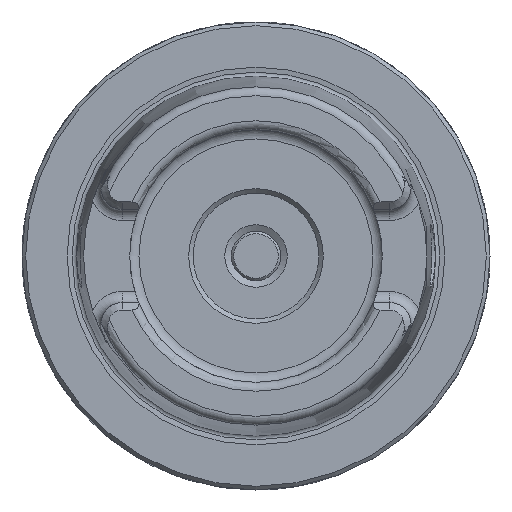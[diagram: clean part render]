
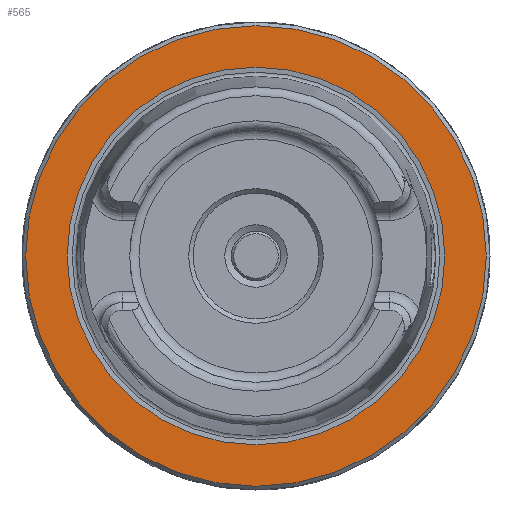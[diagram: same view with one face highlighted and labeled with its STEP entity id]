
A CAD part, left-side view. The second image highlights one B-rep face of the part: STEP entity #565.
In plain terms, the highlighted planar face has unit normal (-1, 0, 0).
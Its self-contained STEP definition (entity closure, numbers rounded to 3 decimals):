
#565 = ADVANCED_FACE( '', ( #1275, #1276 ), #1277, .T. );
#1275 = FACE_OUTER_BOUND( '', #2174, .T. );
#1276 = FACE_BOUND( '', #2175, .T. );
#1277 = PLANE( '', #2176 );
#2174 = EDGE_LOOP( '', ( #3737 ) );
#2175 = EDGE_LOOP( '', ( #3738 ) );
#2176 = AXIS2_PLACEMENT_3D( '', #3739, #3740, #3741 );
#3737 = ORIENTED_EDGE( '', *, *, #5248, .T. );
#3738 = ORIENTED_EDGE( '', *, *, #5417, .F. );
#3739 = CARTESIAN_POINT( '', ( 0., 0., 31. ) );
#3740 = DIRECTION( '', ( -1., 0., 0. ) );
#3741 = DIRECTION( '', ( 0., 0., 1. ) );
#5248 = EDGE_CURVE( '', #6369, #6369, #6370, .T. );
#5417 = EDGE_CURVE( '', #6607, #6607, #6608, .T. );
#6369 = VERTEX_POINT( '', #8603 );
#6370 = CIRCLE( '', #8604, 31. );
#6607 = VERTEX_POINT( '', #9120 );
#6608 = CIRCLE( '', #9121, 25.418 );
#8603 = CARTESIAN_POINT( '', ( 0., 0., 31. ) );
#8604 = AXIS2_PLACEMENT_3D( '', #10366, #10367, #10368 );
#9120 = CARTESIAN_POINT( '', ( 0., 0., 25.418 ) );
#9121 = AXIS2_PLACEMENT_3D( '', #10512, #10513, #10514 );
#10366 = CARTESIAN_POINT( '', ( 0., 0., 0. ) );
#10367 = DIRECTION( '', ( -1., 0., 0. ) );
#10368 = DIRECTION( '', ( 0., 0., 1. ) );
#10512 = CARTESIAN_POINT( '', ( 0., 0., 0. ) );
#10513 = DIRECTION( '', ( -1., 0., 0. ) );
#10514 = DIRECTION( '', ( 0., 0., 1. ) );
